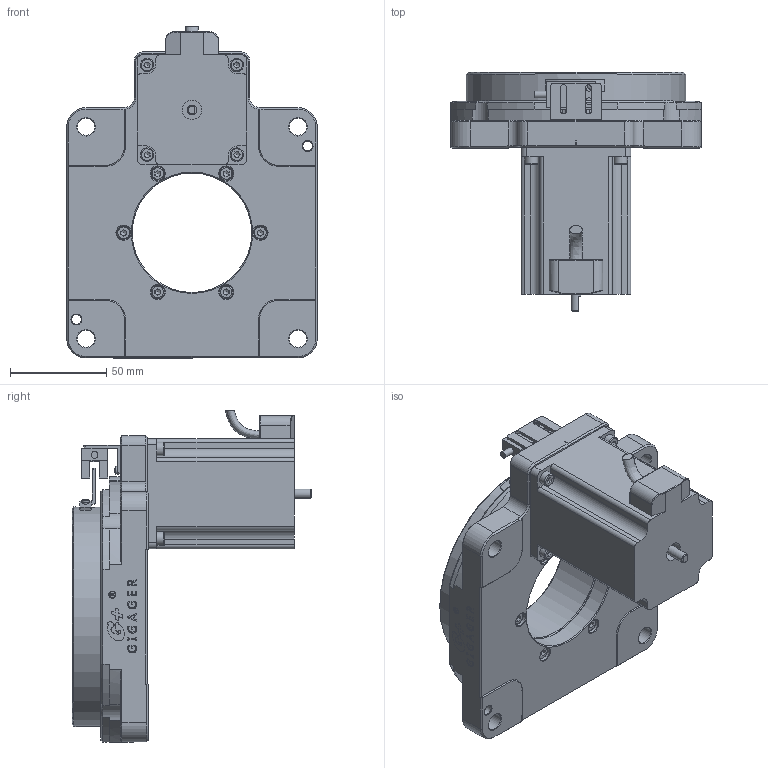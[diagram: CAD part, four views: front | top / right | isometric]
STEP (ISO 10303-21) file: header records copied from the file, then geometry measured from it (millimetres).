
FILE_DESCRIPTION (( 'STEP AP203' ), '1' );
FILE_NAME ('GSN130-18K-OS.step', '2021-06-01T02:20:49', ( 'Microsoft' ), ( 'Microsoft' ), 'SwSTEP 2.0', 'SolidWorks 2019', '' );
FILE_SCHEMA (( 'CONFIG_CONTROL_DESIGN' ));
Length unit declared in the file: millimetre
Products named in the file (1): GSN130-18K-OS
Bounding box: 130 x 124.5 x 172.3 mm (x, y, z)
Volume: 584356.9 mm3; surface area: 135171.3 mm2
Topology: 24 solids, 24 shells, 995 faces, 2423 edges, 1538 vertices
Faces by surface type: plane 484, cylinder 223, cone 152, bspline 112, torus 20, sphere 4
Full cylindrical faces by diameter (mm): 2 x4, 2.05 x4, 3 x2, 3.3 x10, 3.5 x3, 4 x14, 4.2 x16, 4.5 x6, 5 x11, 5.3 x4, 7 x10, 7.3 x6, 9 x4, 10 x1, 11 x1, 15 x1, 30 x1, 62 x2, 70 x1, 80 x2, 84 x1, 85 x1, 98 x1, 114 x2, 116.252 x2, 119.149 x1, 123.698 x1, 123.884 x1, 124 x1, 126 x2
Entity records: 32932 total; most frequent: CARTESIAN_POINT 11379, DIRECTION 4210, ORIENTED_EDGE 4202, EDGE_CURVE 2101, AXIS2_PLACEMENT_3D 1555, VERTEX_POINT 1470, EDGE_LOOP 1375, FACE_OUTER_BOUND 1130
